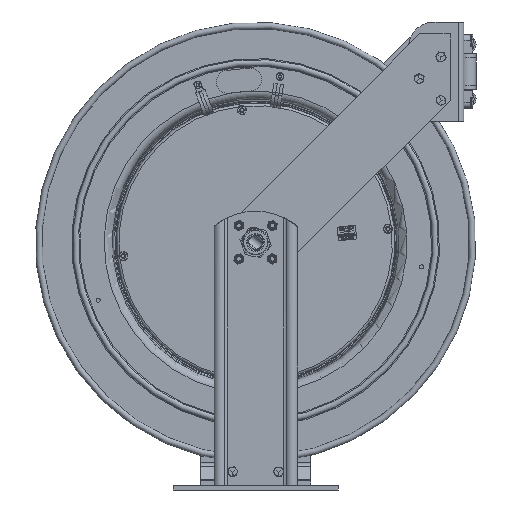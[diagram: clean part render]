
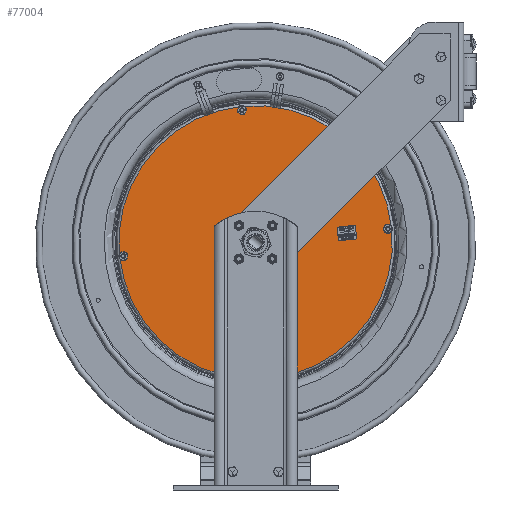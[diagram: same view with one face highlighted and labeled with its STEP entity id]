
A CAD part, front view. The second image highlights one B-rep face of the part: STEP entity #77004.
In plain terms, the highlighted planar face has unit normal (0, -1, 0).
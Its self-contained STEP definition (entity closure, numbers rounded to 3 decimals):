
#4742=FACE_BOUND('',#10859,.T.);
#4743=FACE_BOUND('',#10860,.T.);
#4744=FACE_BOUND('',#10861,.T.);
#4745=FACE_BOUND('',#10862,.T.);
#4746=FACE_BOUND('',#10863,.T.);
#7427=FACE_OUTER_BOUND('',#10858,.T.);
#10858=EDGE_LOOP('',(#66755));
#10859=EDGE_LOOP('',(#66756));
#10860=EDGE_LOOP('',(#66757));
#10861=EDGE_LOOP('',(#66758));
#10862=EDGE_LOOP('',(#66759));
#10863=EDGE_LOOP('',(#66760));
#14043=CIRCLE('',#82925,7.455);
#14044=CIRCLE('',#82926,0.655);
#14045=CIRCLE('',#82927,0.14);
#14046=CIRCLE('',#82928,0.14);
#14047=CIRCLE('',#82929,0.14);
#14048=CIRCLE('',#82930,0.14);
#36351=VERTEX_POINT('',#134907);
#36352=VERTEX_POINT('',#134909);
#36353=VERTEX_POINT('',#134911);
#36354=VERTEX_POINT('',#134913);
#36355=VERTEX_POINT('',#134915);
#36356=VERTEX_POINT('',#134917);
#48833=EDGE_CURVE('',#36351,#36351,#14043,.T.);
#48834=EDGE_CURVE('',#36352,#36352,#14044,.T.);
#48835=EDGE_CURVE('',#36353,#36353,#14045,.T.);
#48836=EDGE_CURVE('',#36354,#36354,#14046,.T.);
#48837=EDGE_CURVE('',#36355,#36355,#14047,.T.);
#48838=EDGE_CURVE('',#36356,#36356,#14048,.T.);
#66755=ORIENTED_EDGE('',*,*,#48833,.F.);
#66756=ORIENTED_EDGE('',*,*,#48834,.T.);
#66757=ORIENTED_EDGE('',*,*,#48835,.T.);
#66758=ORIENTED_EDGE('',*,*,#48836,.T.);
#66759=ORIENTED_EDGE('',*,*,#48837,.T.);
#66760=ORIENTED_EDGE('',*,*,#48838,.T.);
#71150=PLANE('',#82924);
#77004=ADVANCED_FACE('',(#7427,#4742,#4743,#4744,#4745,#4746),#71150,.T.);
#82924=AXIS2_PLACEMENT_3D('',#134906,#99458,#99459);
#82925=AXIS2_PLACEMENT_3D('',#134908,#99460,#99461);
#82926=AXIS2_PLACEMENT_3D('',#134910,#99462,#99463);
#82927=AXIS2_PLACEMENT_3D('',#134912,#99464,#99465);
#82928=AXIS2_PLACEMENT_3D('',#134914,#99466,#99467);
#82929=AXIS2_PLACEMENT_3D('',#134916,#99468,#99469);
#82930=AXIS2_PLACEMENT_3D('',#134918,#99470,#99471);
#99458=DIRECTION('center_axis',(0.,-1.,0.));
#99459=DIRECTION('ref_axis',(0.995,0.,0.103));
#99460=DIRECTION('center_axis',(0.,1.,0.));
#99461=DIRECTION('ref_axis',(0.995,0.,0.103));
#99462=DIRECTION('center_axis',(0.,1.,0.));
#99463=DIRECTION('ref_axis',(-0.995,0.,-0.103));
#99464=DIRECTION('center_axis',(0.,1.,0.));
#99465=DIRECTION('ref_axis',(0.995,0.,0.103));
#99466=DIRECTION('center_axis',(0.,1.,0.));
#99467=DIRECTION('ref_axis',(0.995,0.,0.103));
#99468=DIRECTION('center_axis',(0.,1.,0.));
#99469=DIRECTION('ref_axis',(0.995,0.,0.103));
#99470=DIRECTION('center_axis',(0.,1.,0.));
#99471=DIRECTION('ref_axis',(0.995,0.,0.103));
#134906=CARTESIAN_POINT('Origin',(0.,-0.857,
13.49));
#134907=CARTESIAN_POINT('',(-7.416,-0.857,12.725));
#134908=CARTESIAN_POINT('Origin',(0.,-0.857,
13.49));
#134909=CARTESIAN_POINT('',(0.652,-0.857,13.557));
#134910=CARTESIAN_POINT('Origin',(0.,-0.857,
13.49));
#134911=CARTESIAN_POINT('',(7.351,-0.857,14.249));
#134912=CARTESIAN_POINT('Origin',(7.212,-0.857,14.234));
#134913=CARTESIAN_POINT('',(0.883,-0.857,6.293));
#134914=CARTESIAN_POINT('Origin',(0.744,-0.857,
6.278));
#134915=CARTESIAN_POINT('',(-0.605,-0.857,20.716));
#134916=CARTESIAN_POINT('Origin',(-0.744,-0.857,
20.702));
#134917=CARTESIAN_POINT('',(-7.072,-0.857,12.76));
#134918=CARTESIAN_POINT('Origin',(-7.212,-0.857,
12.746));
